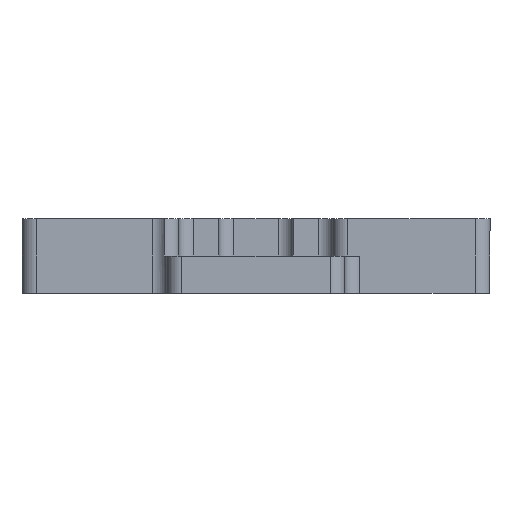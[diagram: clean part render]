
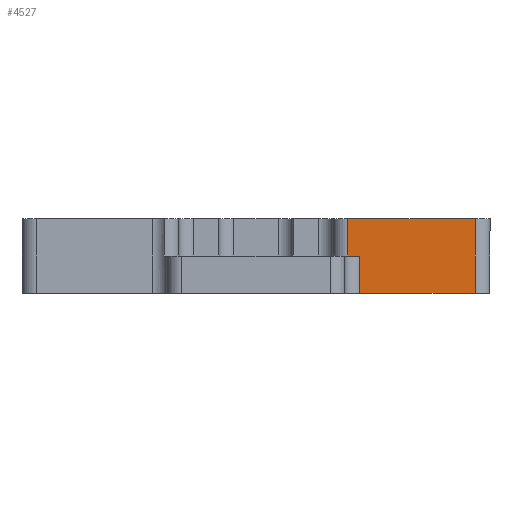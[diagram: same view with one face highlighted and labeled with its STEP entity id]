
A CAD part, left-side view. The second image highlights one B-rep face of the part: STEP entity #4527.
In plain terms, the highlighted planar face has unit normal (-1, 0, 0).
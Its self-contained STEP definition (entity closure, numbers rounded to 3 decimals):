
#181 = DIRECTION ( 'NONE',  ( 0., 1., 0. ) ) ;
#539 = PLANE ( 'NONE',  #1961 ) ;
#623 = DIRECTION ( 'NONE',  ( 0., 0., 1. ) ) ;
#753 = CARTESIAN_POINT ( 'NONE',  ( -72.3, -7., 0. ) ) ;
#817 = VERTEX_POINT ( 'NONE', #753 ) ;
#825 = VERTEX_POINT ( 'NONE', #2983 ) ;
#869 = LINE ( 'NONE', #1136, #1215 ) ;
#923 = EDGE_LOOP ( 'NONE', ( #2696, #4598, #3305, #2959, #3275, #2982 ) ) ;
#1036 = VECTOR ( 'NONE', #2486, 1000. ) ;
#1091 = LINE ( 'NONE', #2505, #2337 ) ;
#1136 = CARTESIAN_POINT ( 'NONE',  ( -72.3, -7., 0. ) ) ;
#1187 = EDGE_CURVE ( 'NONE', #4498, #4365, #2035, .T. ) ;
#1201 = FACE_OUTER_BOUND ( 'NONE', #923, .T. ) ;
#1215 = VECTOR ( 'NONE', #3794, 1000. ) ;
#1325 = VECTOR ( 'NONE', #4321, 1000. ) ;
#1437 = LINE ( 'NONE', #2822, #3409 ) ;
#1509 = LINE ( 'NONE', #4802, #1036 ) ;
#1575 = VECTOR ( 'NONE', #3931, 1000. ) ;
#1681 = EDGE_CURVE ( 'NONE', #4156, #2306, #1437, .T. ) ;
#1691 = CARTESIAN_POINT ( 'NONE',  ( -72.3, 7.5, 5. ) ) ;
#1745 = DIRECTION ( 'NONE',  ( 1., 0., 0. ) ) ;
#1961 = AXIS2_PLACEMENT_3D ( 'NONE', #3217, #1745, #4383 ) ;
#2026 = EDGE_CURVE ( 'NONE', #817, #4156, #869, .T. ) ;
#2035 = LINE ( 'NONE', #1691, #1325 ) ;
#2306 = VERTEX_POINT ( 'NONE', #4803 ) ;
#2337 = VECTOR ( 'NONE', #623, 1000. ) ;
#2346 = CARTESIAN_POINT ( 'NONE',  ( -72.3, -14.8, 5. ) ) ;
#2486 = DIRECTION ( 'NONE',  ( 0., 0., -1. ) ) ;
#2505 = CARTESIAN_POINT ( 'NONE',  ( -72.3, -6.2, 0. ) ) ;
#2696 = ORIENTED_EDGE ( 'NONE', *, *, #2026, .F. ) ;
#2698 = EDGE_CURVE ( 'NONE', #2306, #4498, #1091, .T. ) ;
#2822 = CARTESIAN_POINT ( 'NONE',  ( -72.3, 7.5, 2.5 ) ) ;
#2926 = EDGE_CURVE ( 'NONE', #4365, #825, #1509, .T. ) ;
#2959 = ORIENTED_EDGE ( 'NONE', *, *, #1187, .F. ) ;
#2974 = EDGE_CURVE ( 'NONE', #817, #825, #4068, .T. ) ;
#2982 = ORIENTED_EDGE ( 'NONE', *, *, #1681, .F. ) ;
#2983 = CARTESIAN_POINT ( 'NONE',  ( -72.3, -14.8, 0. ) ) ;
#3074 = CARTESIAN_POINT ( 'NONE',  ( -72.3, -7., 2.5 ) ) ;
#3217 = CARTESIAN_POINT ( 'NONE',  ( -72.3, 7.5, 0. ) ) ;
#3275 = ORIENTED_EDGE ( 'NONE', *, *, #2698, .F. ) ;
#3305 = ORIENTED_EDGE ( 'NONE', *, *, #2926, .F. ) ;
#3409 = VECTOR ( 'NONE', #181, 1000. ) ;
#3552 = CARTESIAN_POINT ( 'NONE',  ( -72.3, 0., 0. ) ) ;
#3794 = DIRECTION ( 'NONE',  ( 0., 0., 1. ) ) ;
#3931 = DIRECTION ( 'NONE',  ( 0., -1., 0. ) ) ;
#4068 = LINE ( 'NONE', #3552, #1575 ) ;
#4110 = CARTESIAN_POINT ( 'NONE',  ( -72.3, -6.2, 5. ) ) ;
#4156 = VERTEX_POINT ( 'NONE', #3074 ) ;
#4321 = DIRECTION ( 'NONE',  ( 0., -1., 0. ) ) ;
#4365 = VERTEX_POINT ( 'NONE', #2346 ) ;
#4383 = DIRECTION ( 'NONE',  ( 0., 0., -1. ) ) ;
#4498 = VERTEX_POINT ( 'NONE', #4110 ) ;
#4527 = ADVANCED_FACE ( 'NONE', ( #1201 ), #539, .F. ) ;
#4598 = ORIENTED_EDGE ( 'NONE', *, *, #2974, .T. ) ;
#4802 = CARTESIAN_POINT ( 'NONE',  ( -72.3, -14.8, 0. ) ) ;
#4803 = CARTESIAN_POINT ( 'NONE',  ( -72.3, -6.2, 2.5 ) ) ;
